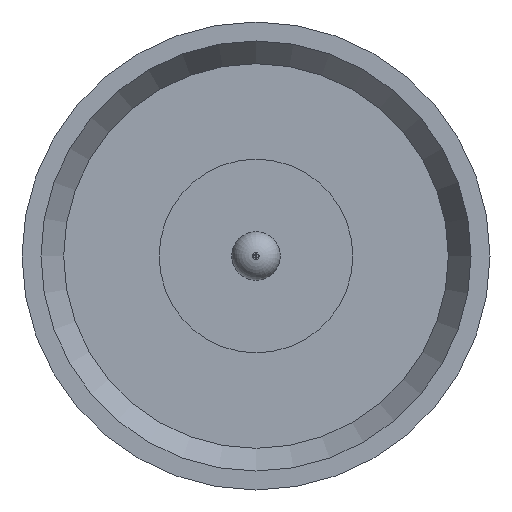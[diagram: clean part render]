
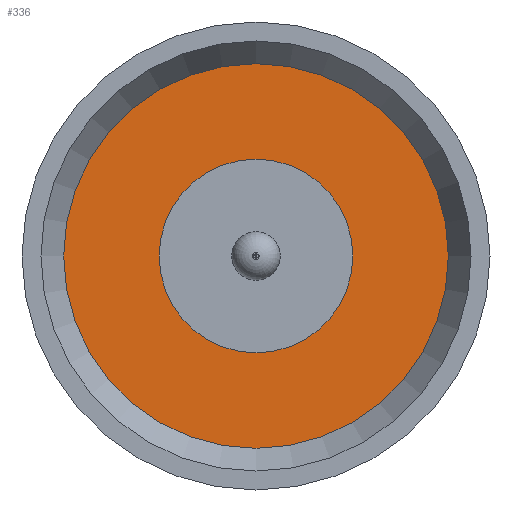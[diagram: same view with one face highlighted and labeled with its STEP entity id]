
A CAD part, left-side view. The second image highlights one B-rep face of the part: STEP entity #336.
In plain terms, the highlighted planar face has unit normal (-1, 0, 0).
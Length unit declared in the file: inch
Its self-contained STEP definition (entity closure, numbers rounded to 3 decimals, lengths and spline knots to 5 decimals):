
#15 = FACE_BOUND ( 'NONE', #326, .T. ) ;
#52 = CIRCLE ( 'NONE', #371, 0.06249 ) ;
#59 = AXIS2_PLACEMENT_3D ( 'NONE', #424, #434, #351 ) ;
#92 = ORIENTED_EDGE ( 'NONE', *, *, #212, .T. ) ;
#102 = VERTEX_POINT ( 'NONE', #425 ) ;
#106 = CARTESIAN_POINT ( 'NONE',  ( 0.07, 0., 0. ) ) ;
#110 = DIRECTION ( 'NONE',  ( -1., 0., 0. ) ) ;
#124 = DIRECTION ( 'NONE',  ( -1., 0., 0. ) ) ;
#164 = EDGE_LOOP ( 'NONE', ( #92 ) ) ;
#165 = FACE_OUTER_BOUND ( 'NONE', #164, .T. ) ;
#191 = ORIENTED_EDGE ( 'NONE', *, *, #363, .F. ) ;
#212 = EDGE_CURVE ( 'NONE', #102, #102, #52, .T. ) ;
#229 = CIRCLE ( 'NONE', #312, 0.03 ) ;
#275 = PLANE ( 'NONE',  #59 ) ;
#312 = AXIS2_PLACEMENT_3D ( 'NONE', #106, #110, #394 ) ;
#326 = EDGE_LOOP ( 'NONE', ( #191 ) ) ;
#336 = ADVANCED_FACE ( 'NONE', ( #15, #165 ), #275, .F. ) ;
#345 = CARTESIAN_POINT ( 'NONE',  ( 0.07, 0., 0.03 ) ) ;
#351 = DIRECTION ( 'NONE',  ( 0., 0., -1. ) ) ;
#363 = EDGE_CURVE ( 'NONE', #460, #460, #229, .T. ) ;
#371 = AXIS2_PLACEMENT_3D ( 'NONE', #453, #124, #402 ) ;
#394 = DIRECTION ( 'NONE',  ( 0., 0., 1. ) ) ;
#402 = DIRECTION ( 'NONE',  ( 0., 0., 1. ) ) ;
#424 = CARTESIAN_POINT ( 'NONE',  ( 0.07, -0.06249, 0. ) ) ;
#425 = CARTESIAN_POINT ( 'NONE',  ( 0.07, 0., 0.06249 ) ) ;
#434 = DIRECTION ( 'NONE',  ( 1., 0., 0. ) ) ;
#453 = CARTESIAN_POINT ( 'NONE',  ( 0.07, 0., 0. ) ) ;
#460 = VERTEX_POINT ( 'NONE', #345 ) ;
